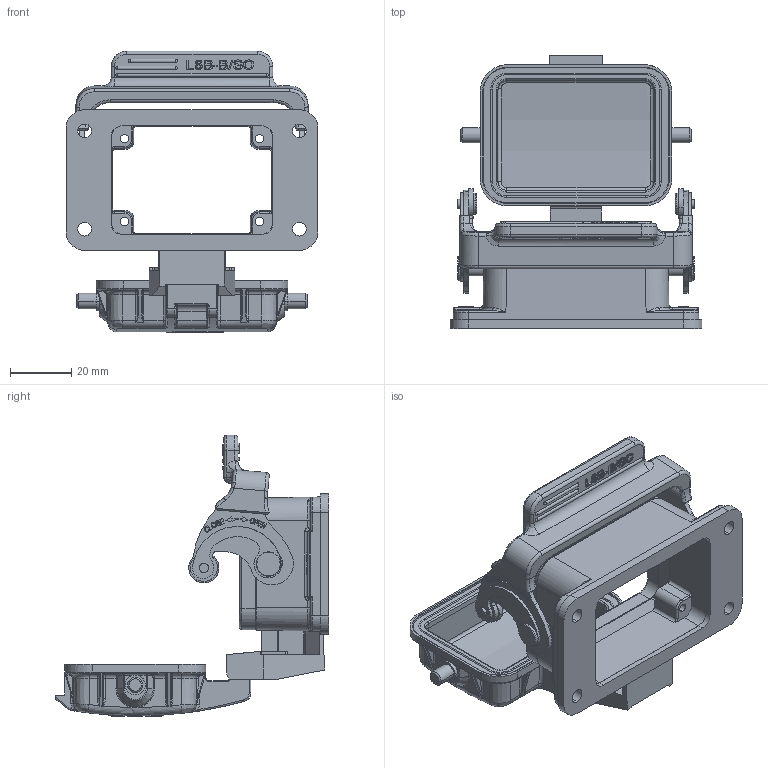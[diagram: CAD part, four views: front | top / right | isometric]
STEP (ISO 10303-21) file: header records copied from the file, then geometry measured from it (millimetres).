
FILE_DESCRIPTION((''),'2;1');
FILE_NAME('3D_1120063611101_H6B-MBK-1L_SC-','2023-12-06T',('yp.zhu'),(''),'PRO/ENGINEER BY PARAMETRIC TECHNOLOGY CORPORATION, 2012480','PRO/ENGINEER BY PARAMETRIC TECHNOLOGY CORPORATION, 2012480','');
FILE_SCHEMA(('CONFIG_CONTROL_DESIGN'));
Products named in the file (1): 3D_1120063611101_H6B-MBK-1L_SC-
Bounding box: 82 x 89.03 x 91.72 mm (x, y, z)
Volume: 58368 mm3; surface area: 40895.7 mm2
Topology: 1 solids, 17 shells, 1952 faces, 5041 edges, 3187 vertices
Faces by surface type: plane 732, cylinder 507, extrusion 275, bspline 204, torus 161, cone 51, sphere 22
Entity records: 72784 total; most frequent: CARTESIAN_POINT 27762, ORIENTED_EDGE 10014, DIRECTION 8123, EDGE_CURVE 5007, VERTEX_POINT 3186, VECTOR 2727, AXIS2_PLACEMENT_3D 2698, LINE 2452
